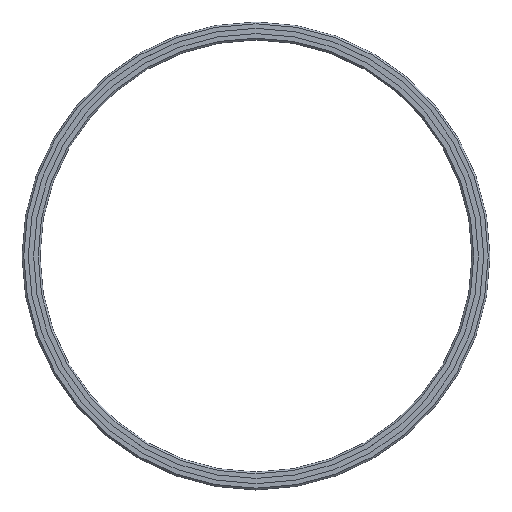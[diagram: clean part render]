
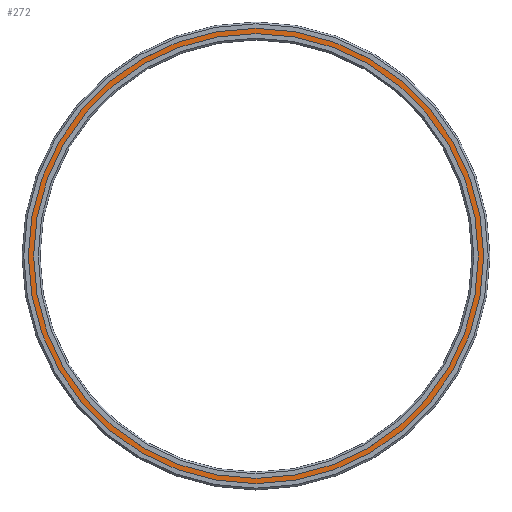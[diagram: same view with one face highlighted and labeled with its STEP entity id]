
A CAD part, top view. The second image highlights one B-rep face of the part: STEP entity #272.
In plain terms, the highlighted planar face has unit normal (0, 0, 1).
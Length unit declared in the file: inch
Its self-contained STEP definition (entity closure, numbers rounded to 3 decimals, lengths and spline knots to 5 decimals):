
#1 = EDGE_CURVE ( 'NONE', #724, #416, #739, .T. ) ;
#29 = FACE_OUTER_BOUND ( 'NONE', #382, .T. ) ;
#30 = AXIS2_PLACEMENT_3D ( 'NONE', #598, #482, #146 ) ;
#70 = AXIS2_PLACEMENT_3D ( 'NONE', #690, #520, #513 ) ;
#95 = CIRCLE ( 'NONE', #70, 3.162 ) ;
#109 = DIRECTION ( 'NONE',  ( 0., 0., 1. ) ) ;
#141 = AXIS2_PLACEMENT_3D ( 'NONE', #277, #630, #234 ) ;
#146 = DIRECTION ( 'NONE',  ( 1., 0., 0. ) ) ;
#148 = VERTEX_POINT ( 'NONE', #635 ) ;
#175 = EDGE_LOOP ( 'NONE', ( #230, #511 ) ) ;
#176 = EDGE_CURVE ( 'NONE', #148, #306, #95, .T. ) ;
#190 = DIRECTION ( 'NONE',  ( 0., 0., 1. ) ) ;
#193 = FACE_BOUND ( 'NONE', #175, .T. ) ;
#201 = CARTESIAN_POINT ( 'NONE',  ( 0., 0., 0.103 ) ) ;
#202 = ORIENTED_EDGE ( 'NONE', *, *, #176, .T. ) ;
#227 = EDGE_CURVE ( 'NONE', #306, #148, #607, .T. ) ;
#230 = ORIENTED_EDGE ( 'NONE', *, *, #734, .F. ) ;
#234 = DIRECTION ( 'NONE',  ( 1., 0., 0. ) ) ;
#256 = PLANE ( 'NONE',  #681 ) ;
#272 = ADVANCED_FACE ( 'NONE', ( #193, #29 ), #256, .T. ) ;
#277 = CARTESIAN_POINT ( 'NONE',  ( 0., 0., 0.103 ) ) ;
#291 = AXIS2_PLACEMENT_3D ( 'NONE', #346, #109, #735 ) ;
#306 = VERTEX_POINT ( 'NONE', #722 ) ;
#346 = CARTESIAN_POINT ( 'NONE',  ( 0., 0., 0.103 ) ) ;
#366 = DIRECTION ( 'NONE',  ( 1., 0., 0. ) ) ;
#382 = EDGE_LOOP ( 'NONE', ( #202, #550 ) ) ;
#416 = VERTEX_POINT ( 'NONE', #737 ) ;
#482 = DIRECTION ( 'NONE',  ( 0., 0., 1. ) ) ;
#511 = ORIENTED_EDGE ( 'NONE', *, *, #1, .F. ) ;
#513 = DIRECTION ( 'NONE',  ( 1., 0., 0. ) ) ;
#520 = DIRECTION ( 'NONE',  ( 0., 0., 1. ) ) ;
#534 = CARTESIAN_POINT ( 'NONE',  ( -3.089, 0., 0.103 ) ) ;
#550 = ORIENTED_EDGE ( 'NONE', *, *, #227, .T. ) ;
#598 = CARTESIAN_POINT ( 'NONE',  ( 0., 0., 0.103 ) ) ;
#607 = CIRCLE ( 'NONE', #141, 3.162 ) ;
#630 = DIRECTION ( 'NONE',  ( 0., 0., 1. ) ) ;
#635 = CARTESIAN_POINT ( 'NONE',  ( 3.162, 0., 0.103 ) ) ;
#681 = AXIS2_PLACEMENT_3D ( 'NONE', #201, #190, #366 ) ;
#690 = CARTESIAN_POINT ( 'NONE',  ( 0., 0., 0.103 ) ) ;
#713 = CIRCLE ( 'NONE', #30, 3.089 ) ;
#722 = CARTESIAN_POINT ( 'NONE',  ( -3.162, 0., 0.103 ) ) ;
#724 = VERTEX_POINT ( 'NONE', #534 ) ;
#734 = EDGE_CURVE ( 'NONE', #416, #724, #713, .T. ) ;
#735 = DIRECTION ( 'NONE',  ( 1., 0., 0. ) ) ;
#737 = CARTESIAN_POINT ( 'NONE',  ( 3.089, 0., 0.103 ) ) ;
#739 = CIRCLE ( 'NONE', #291, 3.089 ) ;
